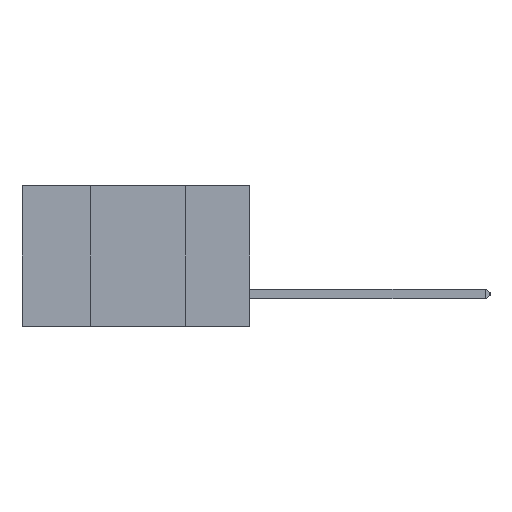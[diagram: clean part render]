
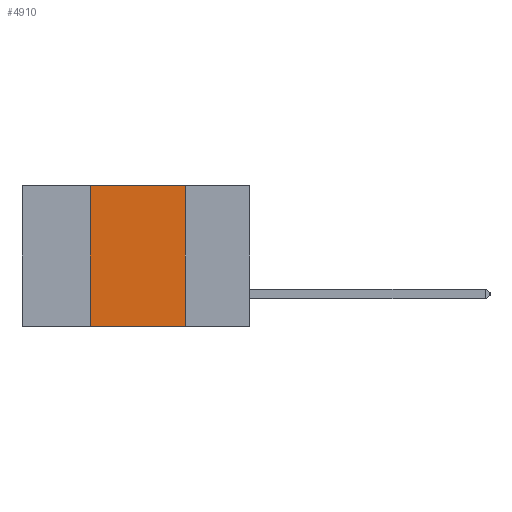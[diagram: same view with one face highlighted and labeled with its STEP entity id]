
A CAD part, left-side view. The second image highlights one B-rep face of the part: STEP entity #4910.
In plain terms, the highlighted planar face has unit normal (-1, 0, 0).
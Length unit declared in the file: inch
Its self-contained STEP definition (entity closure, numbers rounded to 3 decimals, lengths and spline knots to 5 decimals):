
#234 = EDGE_CURVE ( 'NONE', #285, #1668, #10164, .T. ) ;
#254 = DIRECTION ( 'NONE',  ( 0., 0., 1. ) ) ;
#285 = VERTEX_POINT ( 'NONE', #15215 ) ;
#1668 = VERTEX_POINT ( 'NONE', #21672 ) ;
#1815 = EDGE_CURVE ( 'NONE', #2709, #285, #9777, .T. ) ;
#2068 = CARTESIAN_POINT ( 'NONE',  ( 0., 0.6, 0. ) ) ;
#2626 = PLANE ( 'NONE',  #17779 ) ;
#2709 = VERTEX_POINT ( 'NONE', #24628 ) ;
#3454 = ORIENTED_EDGE ( 'NONE', *, *, #1815, .F. ) ;
#4191 = DIRECTION ( 'NONE',  ( 0., -1., 0. ) ) ;
#4465 = VECTOR ( 'NONE', #254, 39.37008 ) ;
#4910 = ADVANCED_FACE ( 'NONE', ( #14754 ), #2626, .F. ) ;
#5119 = LINE ( 'NONE', #25263, #25383 ) ;
#5501 = VECTOR ( 'NONE', #4191, 39.37008 ) ;
#5526 = EDGE_CURVE ( 'NONE', #2709, #14247, #11662, .T. ) ;
#7267 = EDGE_LOOP ( 'NONE', ( #8148, #22540, #3454, #23761 ) ) ;
#8148 = ORIENTED_EDGE ( 'NONE', *, *, #12468, .F. ) ;
#8184 = CARTESIAN_POINT ( 'NONE',  ( 0., 0.17, -0.37 ) ) ;
#9777 = LINE ( 'NONE', #21167, #4465 ) ;
#10164 = LINE ( 'NONE', #13337, #5501 ) ;
#10491 = DIRECTION ( 'NONE',  ( 0., -1., 0. ) ) ;
#11061 = VECTOR ( 'NONE', #10491, 39.37008 ) ;
#11662 = LINE ( 'NONE', #15257, #11061 ) ;
#12468 = EDGE_CURVE ( 'NONE', #1668, #14247, #5119, .T. ) ;
#13337 = CARTESIAN_POINT ( 'NONE',  ( 0., 0.6, 0. ) ) ;
#14247 = VERTEX_POINT ( 'NONE', #8184 ) ;
#14754 = FACE_OUTER_BOUND ( 'NONE', #7267, .T. ) ;
#15215 = CARTESIAN_POINT ( 'NONE',  ( 0., 0.42, 0. ) ) ;
#15257 = CARTESIAN_POINT ( 'NONE',  ( 0., 0.6, -0.37 ) ) ;
#15420 = DIRECTION ( 'NONE',  ( 0., 0., -1. ) ) ;
#17779 = AXIS2_PLACEMENT_3D ( 'NONE', #2068, #22244, #21653 ) ;
#21167 = CARTESIAN_POINT ( 'NONE',  ( 0., 0.42, 0. ) ) ;
#21653 = DIRECTION ( 'NONE',  ( 0., 0., -1. ) ) ;
#21672 = CARTESIAN_POINT ( 'NONE',  ( 0., 0.17, 0. ) ) ;
#22244 = DIRECTION ( 'NONE',  ( 1., 0., 0. ) ) ;
#22540 = ORIENTED_EDGE ( 'NONE', *, *, #234, .F. ) ;
#23761 = ORIENTED_EDGE ( 'NONE', *, *, #5526, .T. ) ;
#24628 = CARTESIAN_POINT ( 'NONE',  ( 0., 0.42, -0.37 ) ) ;
#25263 = CARTESIAN_POINT ( 'NONE',  ( 0., 0.17, 0. ) ) ;
#25383 = VECTOR ( 'NONE', #15420, 39.37008 ) ;
